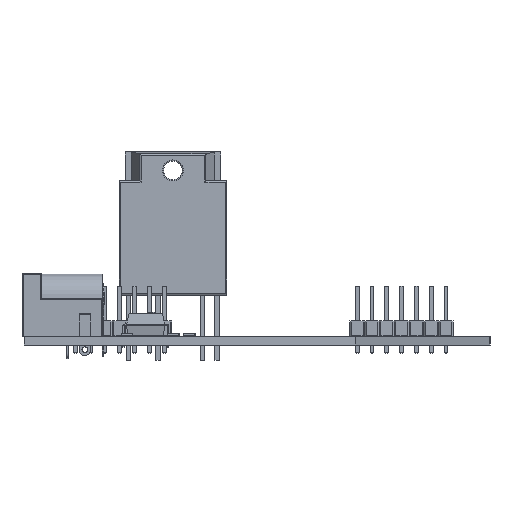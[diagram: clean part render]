
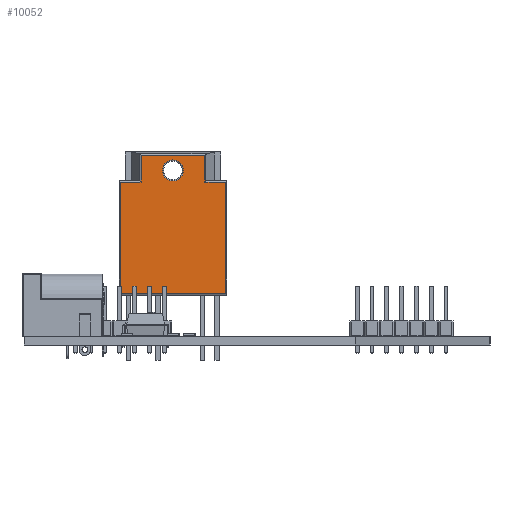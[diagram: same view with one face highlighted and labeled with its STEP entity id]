
A CAD part, left-side view. The second image highlights one B-rep face of the part: STEP entity #10052.
In plain terms, the highlighted face is planar.
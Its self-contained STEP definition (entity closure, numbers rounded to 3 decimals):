
#9641 = VERTEX_POINT('',#9642);
#9642 = CARTESIAN_POINT('',(16.67,-3.8,26.4));
#9649 = EDGE_CURVE('',#9650,#9641,#9652,.T.);
#9650 = VERTEX_POINT('',#9651);
#9651 = CARTESIAN_POINT('',(16.67,-3.8,7.2));
#9652 = LINE('',#9653,#9654);
#9653 = CARTESIAN_POINT('',(16.67,-3.8,7.));
#9654 = VECTOR('',#9655,1.);
#9655 = DIRECTION('',(0.,0.,1.));
#9899 = EDGE_CURVE('',#9641,#9900,#9902,.T.);
#9900 = VERTEX_POINT('',#9901);
#9901 = CARTESIAN_POINT('',(13.102,-3.8,26.4));
#9902 = LINE('',#9903,#9904);
#9903 = CARTESIAN_POINT('',(16.87,-3.8,26.4));
#9904 = VECTOR('',#9905,1.);
#9905 = DIRECTION('',(-1.,0.,0.));
#10033 = EDGE_CURVE('',#10034,#9650,#10036,.T.);
#10034 = VERTEX_POINT('',#10035);
#10035 = CARTESIAN_POINT('',(-1.43,-3.8,7.2));
#10036 = LINE('',#10037,#10038);
#10037 = CARTESIAN_POINT('',(-1.63,-3.8,7.2));
#10038 = VECTOR('',#10039,1.);
#10039 = DIRECTION('',(1.,0.,0.));
#10052 = ADVANCED_FACE('',(#10053,#10064),#10107,.T.);
#10053 = FACE_BOUND('',#10054,.T.);
#10054 = EDGE_LOOP('',(#10055));
#10055 = ORIENTED_EDGE('',*,*,#10056,.T.);
#10056 = EDGE_CURVE('',#10057,#10057,#10059,.T.);
#10057 = VERTEX_POINT('',#10058);
#10058 = CARTESIAN_POINT('',(9.42,-3.8,28.4));
#10059 = CIRCLE('',#10060,1.8);
#10060 = AXIS2_PLACEMENT_3D('',#10061,#10062,#10063);
#10061 = CARTESIAN_POINT('',(7.62,-3.8,28.4));
#10062 = DIRECTION('',(0.,1.,0.));
#10063 = DIRECTION('',(1.,0.,0.));
#10064 = FACE_BOUND('',#10065,.T.);
#10065 = EDGE_LOOP('',(#10066,#10074,#10082,#10090,#10098,#10104,#10105,
    #10106));
#10066 = ORIENTED_EDGE('',*,*,#10067,.T.);
#10067 = EDGE_CURVE('',#9900,#10068,#10070,.T.);
#10068 = VERTEX_POINT('',#10069);
#10069 = CARTESIAN_POINT('',(13.102,-3.8,31.017));
#10070 = LINE('',#10071,#10072);
#10071 = CARTESIAN_POINT('',(13.102,-3.8,26.6));
#10072 = VECTOR('',#10073,1.);
#10073 = DIRECTION('',(0.,0.,1.));
#10074 = ORIENTED_EDGE('',*,*,#10075,.T.);
#10075 = EDGE_CURVE('',#10068,#10076,#10078,.T.);
#10076 = VERTEX_POINT('',#10077);
#10077 = CARTESIAN_POINT('',(2.138,-3.8,31.017));
#10078 = LINE('',#10079,#10080);
#10079 = CARTESIAN_POINT('',(13.242,-3.8,31.017));
#10080 = VECTOR('',#10081,1.);
#10081 = DIRECTION('',(-1.,0.,0.));
#10082 = ORIENTED_EDGE('',*,*,#10083,.T.);
#10083 = EDGE_CURVE('',#10076,#10084,#10086,.T.);
#10084 = VERTEX_POINT('',#10085);
#10085 = CARTESIAN_POINT('',(2.138,-3.8,26.4));
#10086 = LINE('',#10087,#10088);
#10087 = CARTESIAN_POINT('',(2.138,-3.8,31.2));
#10088 = VECTOR('',#10089,1.);
#10089 = DIRECTION('',(0.,0.,-1.));
#10090 = ORIENTED_EDGE('',*,*,#10091,.T.);
#10091 = EDGE_CURVE('',#10084,#10092,#10094,.T.);
#10092 = VERTEX_POINT('',#10093);
#10093 = CARTESIAN_POINT('',(-1.43,-3.8,26.4));
#10094 = LINE('',#10095,#10096);
#10095 = CARTESIAN_POINT('',(1.998,-3.8,26.4));
#10096 = VECTOR('',#10097,1.);
#10097 = DIRECTION('',(-1.,0.,0.));
#10098 = ORIENTED_EDGE('',*,*,#10099,.T.);
#10099 = EDGE_CURVE('',#10092,#10034,#10100,.T.);
#10100 = LINE('',#10101,#10102);
#10101 = CARTESIAN_POINT('',(-1.43,-3.8,26.6));
#10102 = VECTOR('',#10103,1.);
#10103 = DIRECTION('',(0.,0.,-1.));
#10104 = ORIENTED_EDGE('',*,*,#10033,.T.);
#10105 = ORIENTED_EDGE('',*,*,#9649,.T.);
#10106 = ORIENTED_EDGE('',*,*,#9899,.T.);
#10107 = PLANE('',#10108);
#10108 = AXIS2_PLACEMENT_3D('',#10109,#10110,#10111);
#10109 = CARTESIAN_POINT('',(7.62,-3.8,19.3));
#10110 = DIRECTION('',(0.,-1.,0.));
#10111 = DIRECTION('',(1.,0.,0.));
